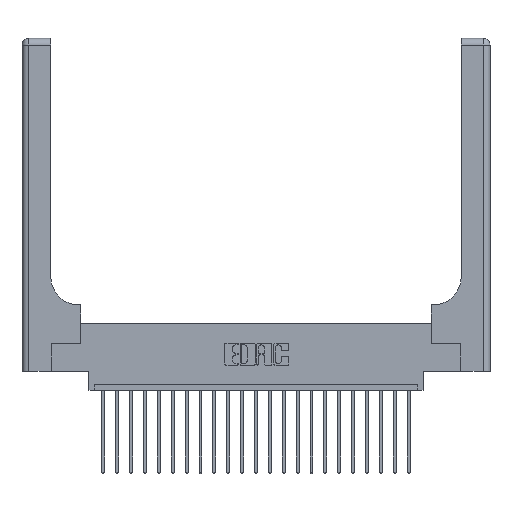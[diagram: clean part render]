
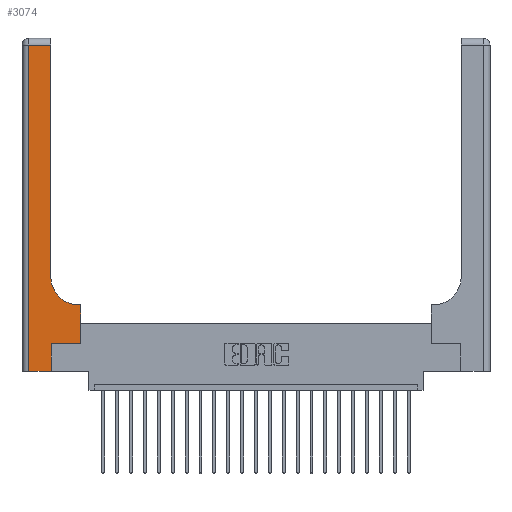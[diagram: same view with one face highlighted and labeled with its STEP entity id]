
A CAD part, top view. The second image highlights one B-rep face of the part: STEP entity #3074.
In plain terms, the highlighted planar face has unit normal (0, 0, 1).
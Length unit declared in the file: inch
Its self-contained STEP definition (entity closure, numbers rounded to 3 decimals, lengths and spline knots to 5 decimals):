
#380 = VECTOR ( 'NONE', #16832, 39.37008 ) ;
#404 = ORIENTED_EDGE ( 'NONE', *, *, #1610, .T. ) ;
#432 = LINE ( 'NONE', #13592, #6814 ) ;
#868 = DIRECTION ( 'NONE',  ( 0., 1., 0. ) ) ;
#1049 = DIRECTION ( 'NONE',  ( 0., 0., -1. ) ) ;
#1322 = EDGE_CURVE ( 'NONE', #9168, #1996, #15128, .T. ) ;
#1397 = VECTOR ( 'NONE', #868, 39.37008 ) ;
#1445 = AXIS2_PLACEMENT_3D ( 'NONE', #5406, #5032, #19235 ) ;
#1610 = EDGE_CURVE ( 'NONE', #1996, #19404, #13736, .T. ) ;
#1932 = DIRECTION ( 'NONE',  ( 1., 0., 0. ) ) ;
#1966 = EDGE_LOOP ( 'NONE', ( #5907, #17354, #11185, #9780, #16392, #404, #7724, #16084, #16033 ) ) ;
#1996 = VERTEX_POINT ( 'NONE', #4428 ) ;
#2398 = DIRECTION ( 'NONE',  ( -1., 0., 0. ) ) ;
#2505 = VECTOR ( 'NONE', #16740, 39.37008 ) ;
#2640 = EDGE_CURVE ( 'NONE', #21450, #11920, #7247, .T. ) ;
#2826 = CARTESIAN_POINT ( 'NONE',  ( 0.06, 0., 0.37 ) ) ;
#2936 = CARTESIAN_POINT ( 'NONE',  ( 0.26, 2.94, 0.37 ) ) ;
#3074 = ADVANCED_FACE ( 'NONE', ( #8877 ), #14533, .F. ) ;
#3262 = CARTESIAN_POINT ( 'NONE',  ( 0.06, 3., 0.37 ) ) ;
#3659 = EDGE_CURVE ( 'NONE', #20145, #15760, #14847, .T. ) ;
#4428 = CARTESIAN_POINT ( 'NONE',  ( 0.265, 0.25, 0.37 ) ) ;
#4751 = CARTESIAN_POINT ( 'NONE',  ( 0.26, 3., 0.37 ) ) ;
#4856 = VERTEX_POINT ( 'NONE', #7978 ) ;
#5032 = DIRECTION ( 'NONE',  ( 0., 0., -1. ) ) ;
#5190 = EDGE_CURVE ( 'NONE', #14835, #21450, #17969, .T. ) ;
#5406 = CARTESIAN_POINT ( 'NONE',  ( 0.51, 0.85, 0.37 ) ) ;
#5546 = DIRECTION ( 'NONE',  ( -1., 0., 0. ) ) ;
#5552 = CARTESIAN_POINT ( 'NONE',  ( 0.528, 0.25, 0.37 ) ) ;
#5907 = ORIENTED_EDGE ( 'NONE', *, *, #11873, .T. ) ;
#6814 = VECTOR ( 'NONE', #1932, 39.37008 ) ;
#7247 = LINE ( 'NONE', #3262, #12936 ) ;
#7442 = EDGE_CURVE ( 'NONE', #11920, #9168, #432, .T. ) ;
#7724 = ORIENTED_EDGE ( 'NONE', *, *, #17263, .T. ) ;
#7978 = CARTESIAN_POINT ( 'NONE',  ( 0.528, 0.6, 0.37 ) ) ;
#8877 = FACE_OUTER_BOUND ( 'NONE', #1966, .T. ) ;
#9060 = CARTESIAN_POINT ( 'NONE',  ( 0.51, 0.6, 0.37 ) ) ;
#9168 = VERTEX_POINT ( 'NONE', #18673 ) ;
#9383 = EDGE_CURVE ( 'NONE', #4856, #20145, #21153, .T. ) ;
#9780 = ORIENTED_EDGE ( 'NONE', *, *, #7442, .T. ) ;
#10263 = DIRECTION ( 'NONE',  ( 0., -1., 0. ) ) ;
#10447 = VECTOR ( 'NONE', #2398, 39.37008 ) ;
#11028 = DIRECTION ( 'NONE',  ( -1., 0., 0. ) ) ;
#11036 = VECTOR ( 'NONE', #13897, 39.37008 ) ;
#11185 = ORIENTED_EDGE ( 'NONE', *, *, #2640, .T. ) ;
#11873 = EDGE_CURVE ( 'NONE', #15760, #14835, #15179, .T. ) ;
#11920 = VERTEX_POINT ( 'NONE', #2826 ) ;
#12850 = CARTESIAN_POINT ( 'NONE',  ( 0., 2.94, 0.37 ) ) ;
#12936 = VECTOR ( 'NONE', #10263, 39.37008 ) ;
#13592 = CARTESIAN_POINT ( 'NONE',  ( 0., 0., 0.37 ) ) ;
#13736 = LINE ( 'NONE', #19052, #11036 ) ;
#13897 = DIRECTION ( 'NONE',  ( 1., 0., 0. ) ) ;
#14533 = PLANE ( 'NONE',  #20129 ) ;
#14835 = VERTEX_POINT ( 'NONE', #2936 ) ;
#14847 = CIRCLE ( 'NONE', #1445, 0.25 ) ;
#15128 = LINE ( 'NONE', #17607, #1397 ) ;
#15179 = LINE ( 'NONE', #4751, #2505 ) ;
#15270 = CARTESIAN_POINT ( 'NONE',  ( 0.528, 0.25, 0.37 ) ) ;
#15760 = VERTEX_POINT ( 'NONE', #22074 ) ;
#16033 = ORIENTED_EDGE ( 'NONE', *, *, #3659, .T. ) ;
#16084 = ORIENTED_EDGE ( 'NONE', *, *, #9383, .T. ) ;
#16392 = ORIENTED_EDGE ( 'NONE', *, *, #1322, .T. ) ;
#16740 = DIRECTION ( 'NONE',  ( 0., 1., 0. ) ) ;
#16832 = DIRECTION ( 'NONE',  ( 0., 1., 0. ) ) ;
#17263 = EDGE_CURVE ( 'NONE', #19404, #4856, #19961, .T. ) ;
#17354 = ORIENTED_EDGE ( 'NONE', *, *, #5190, .T. ) ;
#17607 = CARTESIAN_POINT ( 'NONE',  ( 0.265, 0., 0.37 ) ) ;
#17909 = CARTESIAN_POINT ( 'NONE',  ( 0.06, 2.94, 0.37 ) ) ;
#17969 = LINE ( 'NONE', #12850, #10447 ) ;
#18673 = CARTESIAN_POINT ( 'NONE',  ( 0.265, 0., 0.37 ) ) ;
#19052 = CARTESIAN_POINT ( 'NONE',  ( 0.265, 0.25, 0.37 ) ) ;
#19235 = DIRECTION ( 'NONE',  ( 1., 0., 0. ) ) ;
#19276 = VECTOR ( 'NONE', #5546, 39.37008 ) ;
#19362 = CARTESIAN_POINT ( 'NONE',  ( 0.26, 0.6, 0.37 ) ) ;
#19404 = VERTEX_POINT ( 'NONE', #5552 ) ;
#19581 = CARTESIAN_POINT ( 'NONE',  ( 0., 3., 0.37 ) ) ;
#19961 = LINE ( 'NONE', #15270, #380 ) ;
#20129 = AXIS2_PLACEMENT_3D ( 'NONE', #19581, #1049, #11028 ) ;
#20145 = VERTEX_POINT ( 'NONE', #9060 ) ;
#21153 = LINE ( 'NONE', #19362, #19276 ) ;
#21450 = VERTEX_POINT ( 'NONE', #17909 ) ;
#22074 = CARTESIAN_POINT ( 'NONE',  ( 0.26, 0.85, 0.37 ) ) ;
